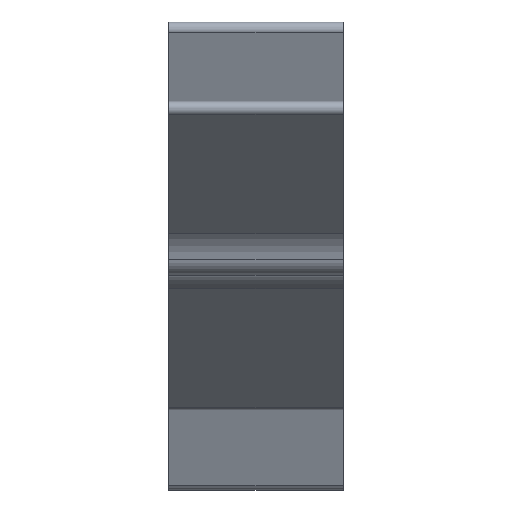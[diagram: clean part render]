
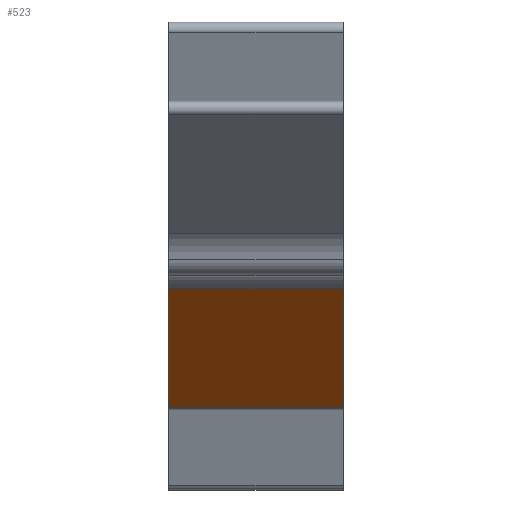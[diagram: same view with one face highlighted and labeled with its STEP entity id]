
A CAD part, top view. The second image highlights one B-rep face of the part: STEP entity #523.
In plain terms, the highlighted planar face has unit normal (0, -0.731, 0.683).
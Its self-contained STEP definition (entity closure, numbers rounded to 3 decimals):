
#41=FACE_OUTER_BOUND('',#72,.T.);
#72=EDGE_LOOP('',(#370,#371,#372,#373));
#103=LINE('',#814,#145);
#108=LINE('',#841,#150);
#109=LINE('',#844,#151);
#110=LINE('',#845,#152);
#145=VECTOR('',#638,10.);
#150=VECTOR('',#663,10.);
#151=VECTOR('',#666,10.);
#152=VECTOR('',#667,10.);
#223=VERTEX_POINT('',#810);
#225=VERTEX_POINT('',#813);
#237=VERTEX_POINT('',#839);
#238=VERTEX_POINT('',#843);
#276=EDGE_CURVE('',#223,#225,#103,.T.);
#290=EDGE_CURVE('',#237,#223,#108,.T.);
#291=EDGE_CURVE('',#238,#237,#109,.T.);
#292=EDGE_CURVE('',#225,#238,#110,.T.);
#370=ORIENTED_EDGE('',*,*,#290,.F.);
#371=ORIENTED_EDGE('',*,*,#291,.F.);
#372=ORIENTED_EDGE('',*,*,#292,.F.);
#373=ORIENTED_EDGE('',*,*,#276,.F.);
#510=PLANE('',#578);
#523=ADVANCED_FACE('',(#41),#510,.T.);
#578=AXIS2_PLACEMENT_3D('',#842,#664,#665);
#638=DIRECTION('',(0.,0.683,0.731));
#663=DIRECTION('',(-1.,0.,0.));
#664=DIRECTION('center_axis',(0.,-0.731,0.683));
#665=DIRECTION('ref_axis',(0.,0.683,0.731));
#666=DIRECTION('',(0.,-0.683,-0.731));
#667=DIRECTION('',(1.,0.,0.));
#810=CARTESIAN_POINT('',(-282.227,-289.092,-96.023));
#813=CARTESIAN_POINT('',(-282.227,-265.522,-70.808));
#814=CARTESIAN_POINT('',(-282.227,-230.023,-32.832));
#839=CARTESIAN_POINT('',(-247.727,-289.092,-96.023));
#841=CARTESIAN_POINT('',(-279.727,-289.092,-96.023));
#842=CARTESIAN_POINT('Origin',(-279.727,-290.117,-97.119));
#843=CARTESIAN_POINT('',(-247.727,-265.522,-70.808));
#844=CARTESIAN_POINT('',(-247.727,-230.023,-32.832));
#845=CARTESIAN_POINT('',(-279.727,-265.522,-70.808));
